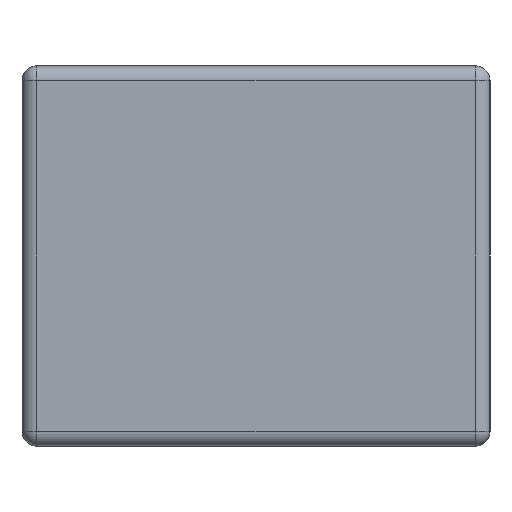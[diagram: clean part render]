
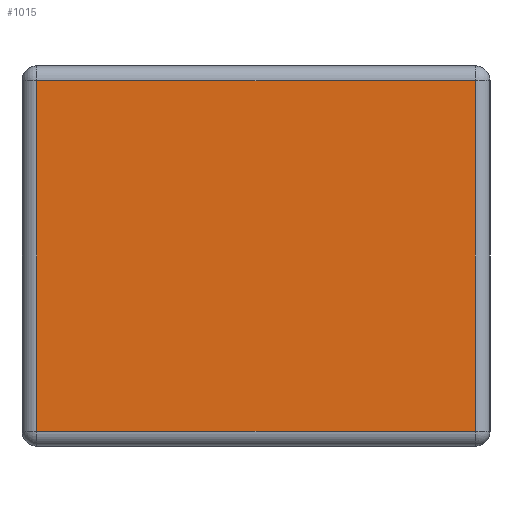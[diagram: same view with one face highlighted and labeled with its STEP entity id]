
A CAD part, left-side view. The second image highlights one B-rep face of the part: STEP entity #1015.
In plain terms, the highlighted planar face has unit normal (-1, 0, 0).
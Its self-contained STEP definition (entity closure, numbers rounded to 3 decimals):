
#66 = PLANE ( 'NONE',  #2241 ) ;
#116 = DIRECTION ( 'NONE',  ( 0., -1., 0. ) ) ;
#148 = DIRECTION ( 'NONE',  ( 0., 0., 1. ) ) ;
#187 = CARTESIAN_POINT ( 'NONE',  ( -1.6, -0.75, 1.25 ) ) ;
#224 = VERTEX_POINT ( 'NONE', #940 ) ;
#256 = LINE ( 'NONE', #2580, #1895 ) ;
#279 = DIRECTION ( 'NONE',  ( 0., 0., 1. ) ) ;
#302 = DIRECTION ( 'NONE',  ( 0., 1., 0. ) ) ;
#568 = LINE ( 'NONE', #2634, #1443 ) ;
#626 = FACE_OUTER_BOUND ( 'NONE', #2610, .T. ) ;
#757 = EDGE_CURVE ( 'NONE', #224, #2108, #256, .T. ) ;
#935 = CARTESIAN_POINT ( 'NONE',  ( -1.6, 0.75, 0.05 ) ) ;
#940 = CARTESIAN_POINT ( 'NONE',  ( -1.6, 0.75, 1.25 ) ) ;
#961 = EDGE_CURVE ( 'NONE', #2108, #1366, #3145, .T. ) ;
#993 = ORIENTED_EDGE ( 'NONE', *, *, #757, .T. ) ;
#1015 = ADVANCED_FACE ( 'NONE', ( #626 ), #66, .T. ) ;
#1082 = ORIENTED_EDGE ( 'NONE', *, *, #961, .T. ) ;
#1112 = DIRECTION ( 'NONE',  ( -1., 0., 0. ) ) ;
#1355 = CARTESIAN_POINT ( 'NONE',  ( -1.6, 0., 1.3 ) ) ;
#1366 = VERTEX_POINT ( 'NONE', #2468 ) ;
#1371 = CARTESIAN_POINT ( 'NONE',  ( -1.6, 0., 1.25 ) ) ;
#1443 = VECTOR ( 'NONE', #279, 1000. ) ;
#1621 = ORIENTED_EDGE ( 'NONE', *, *, #2799, .T. ) ;
#1740 = VECTOR ( 'NONE', #302, 1000. ) ;
#1805 = VERTEX_POINT ( 'NONE', #187 ) ;
#1895 = VECTOR ( 'NONE', #2359, 1000. ) ;
#1945 = EDGE_CURVE ( 'NONE', #1366, #1805, #568, .T. ) ;
#2071 = LINE ( 'NONE', #1371, #1740 ) ;
#2108 = VERTEX_POINT ( 'NONE', #935 ) ;
#2241 = AXIS2_PLACEMENT_3D ( 'NONE', #1355, #1112, #148 ) ;
#2359 = DIRECTION ( 'NONE',  ( 0., 0., -1. ) ) ;
#2388 = ORIENTED_EDGE ( 'NONE', *, *, #1945, .T. ) ;
#2468 = CARTESIAN_POINT ( 'NONE',  ( -1.6, -0.75, 0.05 ) ) ;
#2580 = CARTESIAN_POINT ( 'NONE',  ( -1.6, 0.75, 0. ) ) ;
#2610 = EDGE_LOOP ( 'NONE', ( #1621, #993, #1082, #2388 ) ) ;
#2634 = CARTESIAN_POINT ( 'NONE',  ( -1.6, -0.75, 1.3 ) ) ;
#2666 = VECTOR ( 'NONE', #116, 1000. ) ;
#2799 = EDGE_CURVE ( 'NONE', #1805, #224, #2071, .T. ) ;
#3145 = LINE ( 'NONE', #3166, #2666 ) ;
#3166 = CARTESIAN_POINT ( 'NONE',  ( -1.6, -0.8, 0.05 ) ) ;
